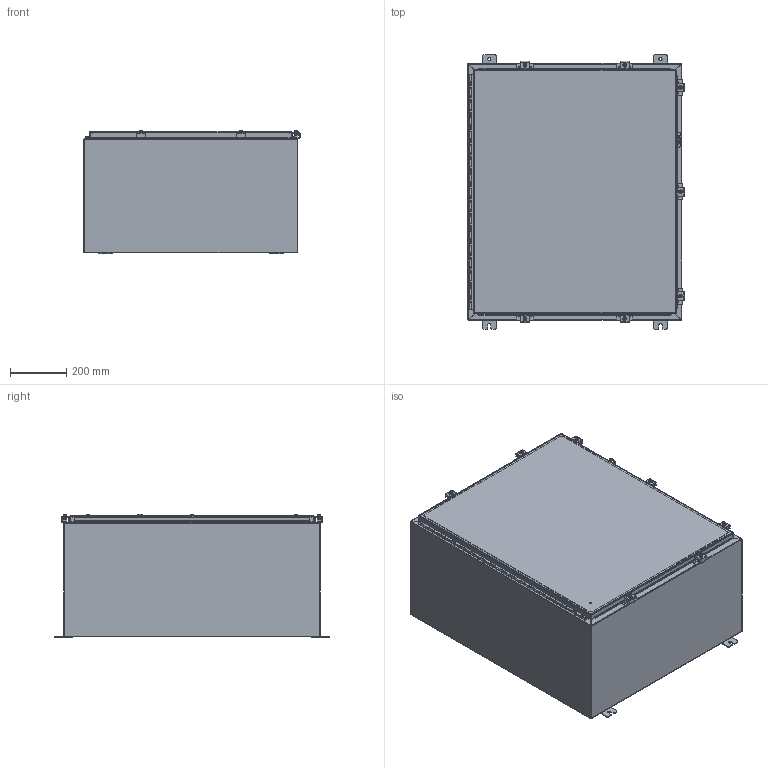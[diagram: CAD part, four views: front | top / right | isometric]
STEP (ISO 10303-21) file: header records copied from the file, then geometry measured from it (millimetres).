
FILE_DESCRIPTION((''),'2;1');
FILE_NAME('SSN4363016.iam.stp','2012-02-14T08:00:24',(''),(''),'Autodesk Inventor 2012','Autodesk Inventor 2012','');
FILE_SCHEMA(('AUTOMOTIVE_DESIGN { 1 0 10303 214 1 1 1 1 }'));
Length unit declared in the file: inch
Products named in the file (20): SSN4363016; SSN4363016LRS; 34871; 38412; SSN4363016BTB; 38846; 32912; 34x28; SSN43630LID; 32874-36; 32874-36T; 32874-36L; 32874-36P; 38859; 30824; 30824-1; HFW30825-2; HFW30825-3; HFW30825-4; 30818
Assembly tree (40 placements, depth 3):
  SSN4363016
    SSN4363016LRS  x2
    34871  x4
    38412
    SSN4363016BTB
    38846
    32912
    34x28
    SSN43630LID
    32874-36
      32874-36T
      32874-36L
      32874-36P
    38859  x6
    30824  x7
      30824-1
      HFW30825-2
      HFW30825-3
      HFW30825-4
    30818  x7
Bounding box: 769.89 x 977.9 x 440.82 mm (x, y, z)
Volume: 5907950.4 mm3; surface area: 6175695.2 mm2
Topology: 56 solids, 56 shells, 1655 faces, 4237 edges, 2747 vertices
Faces by surface type: plane 904, cylinder 522, bspline 116, torus 49, sphere 42, cone 22
Full cylindrical faces by diameter (mm): 2.794 x34, 3.048 x1, 3.967 x1, 5.359 x7, 6.35 x8, 7.137 x7, 8.382 x12, 8.56 x1, 8.89 x7, 11.125 x4, 12.7 x8, 13.208 x7, 15.875 x6
Entity records: 26771 total; most frequent: CARTESIAN_POINT 6543, DIRECTION 3966, ORIENTED_EDGE 3940, EDGE_CURVE 1970, VECTOR 1368, LINE 1368, AXIS2_PLACEMENT_3D 1299, VERTEX_POINT 1294
